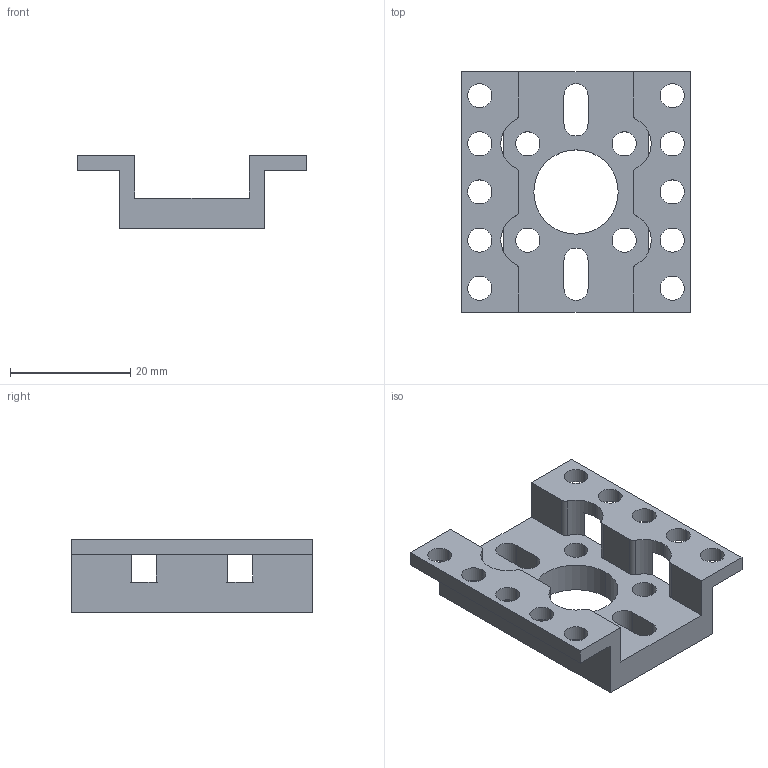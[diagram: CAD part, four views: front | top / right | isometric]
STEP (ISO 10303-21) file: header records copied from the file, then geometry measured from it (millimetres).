
FILE_DESCRIPTION (( 'STEP AP203' ), '1' );
FILE_NAME ('1208-0001-0001.STEP', '2018-01-08T15:39:16', ( '' ), ( '' ), 'SwSTEP 2.0', 'SolidWorks 2016', '' );
FILE_SCHEMA (( 'CONFIG_CONTROL_DESIGN' ));
Length unit declared in the file: millimetre
Products named in the file (1): 1208-0001-0001
Bounding box: 38 x 40 x 12 mm (x, y, z)
Volume: 5453 mm3; surface area: 5061.5 mm2
Topology: 1 solids, 1 shells, 70 faces, 228 edges, 152 vertices
Faces by surface type: cylinder 48, plane 22
Entity records: 2717 total; most frequent: DIRECTION 474, ORIENTED_EDGE 456, CARTESIAN_POINT 451, EDGE_CURVE 228, AXIS2_PLACEMENT_3D 175, VERTEX_POINT 152, VECTOR 124, LINE 124
